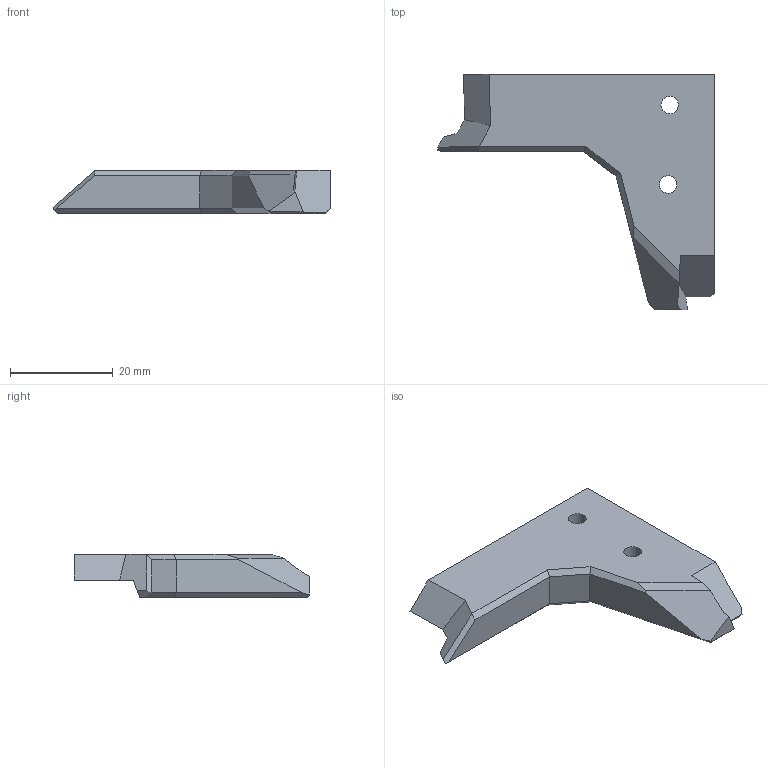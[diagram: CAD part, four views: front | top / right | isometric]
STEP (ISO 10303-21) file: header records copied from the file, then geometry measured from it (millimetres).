
FILE_DESCRIPTION (( 'STEP AP214' ), '1' );
FILE_NAME ('TFT35_Waveshare_Accent_A.STEP', '2024-08-09T18:43:11', ( '' ), ( '' ), 'SwSTEP 2.0', 'SolidWorks 2024', '' );
FILE_SCHEMA (( 'AUTOMOTIVE_DESIGN' ));
Length unit declared in the file: millimetre
Products named in the file (1): TFT35_Waveshare_Accent_A
Bounding box: 53.84 x 45.76 x 8.4 mm (x, y, z)
Volume: 7491.1 mm3; surface area: 3778.8 mm2
Topology: 1 solids, 1 shells, 41 faces, 108 edges, 70 vertices
Faces by surface type: plane 27, cylinder 6, bspline 6, cone 2
Entity records: 1395 total; most frequent: CARTESIAN_POINT 392, ORIENTED_EDGE 216, DIRECTION 175, EDGE_CURVE 108, LINE 75, VECTOR 75, VERTEX_POINT 70, AXIS2_PLACEMENT_3D 50
